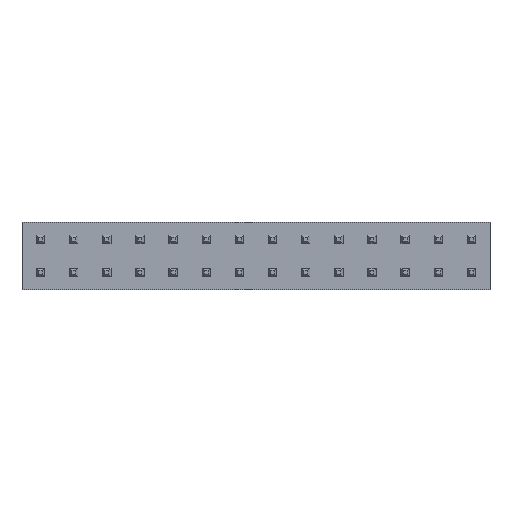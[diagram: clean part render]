
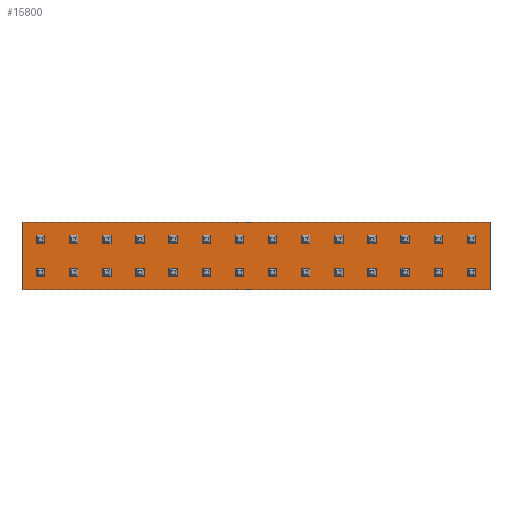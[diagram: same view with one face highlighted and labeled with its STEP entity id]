
A CAD part, top view. The second image highlights one B-rep face of the part: STEP entity #15800.
In plain terms, the highlighted planar face has unit normal (0, 0, 1).
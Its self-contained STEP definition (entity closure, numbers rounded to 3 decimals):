
#15675 = CARTESIAN_POINT ( 'NONE',  ( 34.44, 3.845, 2.54 ) ) ;
#15676 = VERTEX_POINT ( 'NONE', #15675 ) ;
#15683 = CARTESIAN_POINT ( 'NONE',  ( 34.44, -1.305, 2.54 ) ) ;
#15684 = VERTEX_POINT ( 'NONE', #15683 ) ;
#15685 = CARTESIAN_POINT ( 'NONE',  ( 34.44, -1.305, 2.54 ) ) ;
#15686 = DIRECTION ( 'NONE',  ( 0., 1., 0. ) ) ;
#15687 = VECTOR ( 'NONE', #15686, 1000. ) ;
#15688 = LINE ( 'NONE', #15685, #15687 ) ;
#15689 = EDGE_CURVE ( 'NONE', #15684, #15676, #15688, .T. ) ;
#15713 = CARTESIAN_POINT ( 'NONE',  ( -1.42, 3.845, 2.54 ) ) ;
#15714 = VERTEX_POINT ( 'NONE', #15713 ) ;
#15721 = CARTESIAN_POINT ( 'NONE',  ( -1.42, 3.845, 2.54 ) ) ;
#15722 = DIRECTION ( 'NONE',  ( -1., 0., 0. ) ) ;
#15723 = VECTOR ( 'NONE', #15722, 1000. ) ;
#15724 = LINE ( 'NONE', #15721, #15723 ) ;
#15725 = EDGE_CURVE ( 'NONE', #15676, #15714, #15724, .T. ) ;
#15744 = CARTESIAN_POINT ( 'NONE',  ( -1.42, -1.305, 2.54 ) ) ;
#15745 = VERTEX_POINT ( 'NONE', #15744 ) ;
#15752 = CARTESIAN_POINT ( 'NONE',  ( -1.42, -1.305, 2.54 ) ) ;
#15753 = DIRECTION ( 'NONE',  ( 0., -1., 0. ) ) ;
#15754 = VECTOR ( 'NONE', #15753, 1000. ) ;
#15755 = LINE ( 'NONE', #15752, #15754 ) ;
#15756 = EDGE_CURVE ( 'NONE', #15714, #15745, #15755, .T. ) ;
#15774 = CARTESIAN_POINT ( 'NONE',  ( -1.42, -1.305, 2.54 ) ) ;
#15775 = DIRECTION ( 'NONE',  ( 1., 0., 0. ) ) ;
#15776 = VECTOR ( 'NONE', #15775, 1000. ) ;
#15777 = LINE ( 'NONE', #15774, #15776 ) ;
#15778 = EDGE_CURVE ( 'NONE', #15745, #15684, #15777, .T. ) ;
#15789 = ORIENTED_EDGE ( 'NONE', *, *, #15689, .T. ) ;
#15790 = ORIENTED_EDGE ( 'NONE', *, *, #15725, .T. ) ;
#15791 = ORIENTED_EDGE ( 'NONE', *, *, #15756, .T. ) ;
#15792 = ORIENTED_EDGE ( 'NONE', *, *, #15778, .T. ) ;
#15793 = EDGE_LOOP ( 'NONE', ( #15789, #15790, #15791, #15792 ) ) ;
#15794 = FACE_OUTER_BOUND ( 'NONE', #15793, .T. ) ;
#15795 = CARTESIAN_POINT ( 'NONE',  ( 16.51, 1.27, 2.54 ) ) ;
#15796 = DIRECTION ( 'NONE',  ( 0., 0., -1. ) ) ;
#15797 = DIRECTION ( 'NONE',  ( 0., 1., 0. ) ) ;
#15798 = AXIS2_PLACEMENT_3D ( 'NONE', #15795, #15796, #15797 ) ;
#15799 = PLANE ( 'NONE', #15798 ) ;
#15800 = ADVANCED_FACE ( 'NONE', ( #15794 ), #15799, .F. ) ;
